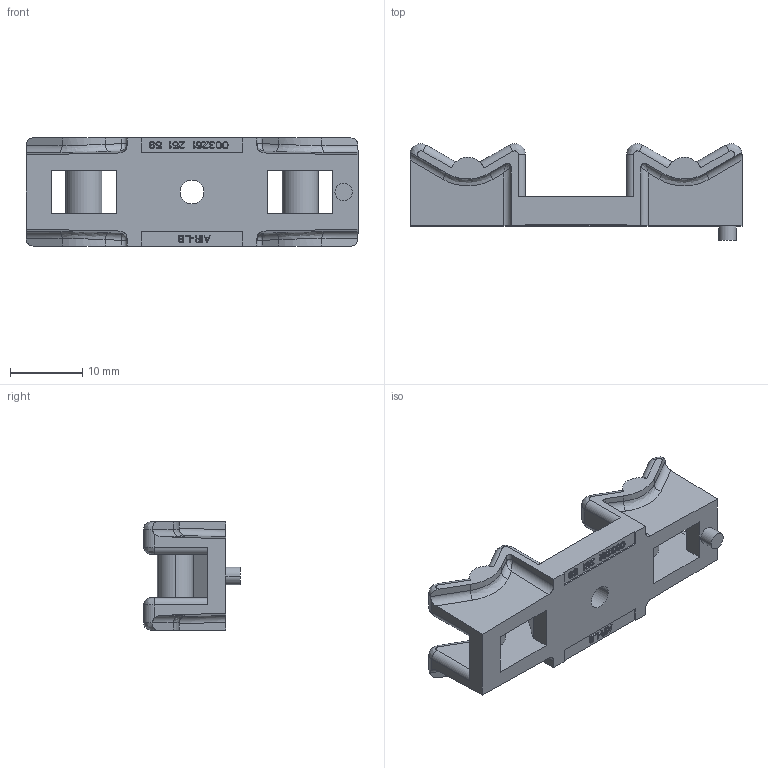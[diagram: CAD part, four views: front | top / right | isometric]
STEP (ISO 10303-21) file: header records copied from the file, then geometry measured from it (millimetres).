
FILE_DESCRIPTION((''),'2;1');
FILE_NAME('003261_251_59','2020-01-31T',('presta_be4'),(''),'CREO PARAMETRIC BY PTC INC, 2018360','CREO PARAMETRIC BY PTC INC, 2018360','');
FILE_SCHEMA(('CONFIG_CONTROL_DESIGN'));
Length unit declared in the file: millimetre
Products named in the file (1): 003261_251_59
Bounding box: 46 x 13.4 x 15 mm (x, y, z)
Volume: 3328.9 mm3; surface area: 2982 mm2
Topology: 1 solids, 1 shells, 675 faces, 1907 edges, 1254 vertices
Faces by surface type: plane 587, cylinder 64, bspline 24
Entity records: 22463 total; most frequent: CARTESIAN_POINT 5012, ORIENTED_EDGE 3814, DIRECTION 3277, EDGE_CURVE 1907, VECTOR 1743, LINE 1743, VERTEX_POINT 1254, AXIS2_PLACEMENT_3D 767
